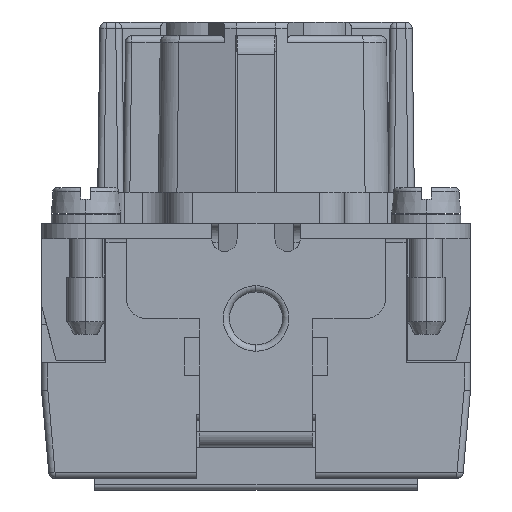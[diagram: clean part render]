
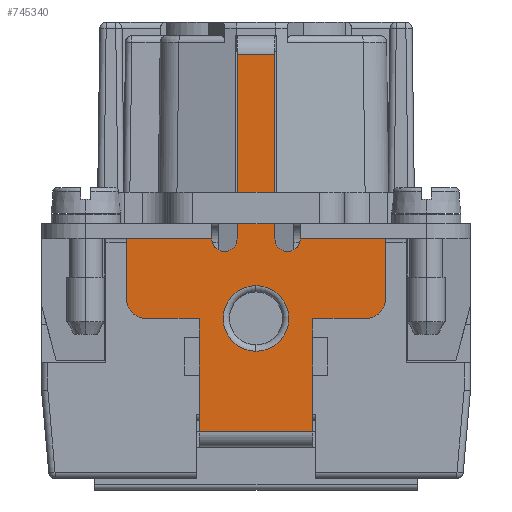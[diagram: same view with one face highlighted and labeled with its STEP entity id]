
A CAD part, left-side view. The second image highlights one B-rep face of the part: STEP entity #745340.
In plain terms, the highlighted planar face has unit normal (-1, 0, 0).
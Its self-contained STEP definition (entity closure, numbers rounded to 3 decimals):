
#732680=CARTESIAN_POINT('',(7.746,38.334,
-3.9));
#732690=VERTEX_POINT('',#732680);
#732720=CARTESIAN_POINT('',(7.746,38.334,
-20.6));
#732730=DIRECTION('',(0.,0.,-1.));
#732740=VECTOR('',#732730,1.);
#732750=LINE('',#732720,#732740);
#732760=CARTESIAN_POINT('',(7.746,38.334,
0.9));
#732770=VERTEX_POINT('',#732760);
#732780=EDGE_CURVE('',#732770,#732690,#732750,.T.);
#737230=CARTESIAN_POINT('',(7.746,45.084,
-3.9));
#737240=VERTEX_POINT('',#737230);
#737270=CARTESIAN_POINT('',(7.746,92.583,
-3.9));
#737280=DIRECTION('',(0.,1.,0.));
#737290=VECTOR('',#737280,1.);
#737300=LINE('',#737270,#737290);
#737310=EDGE_CURVE('',#732690,#737240,#737300,.T.);
#739960=CARTESIAN_POINT('',(7.746,47.084,
-3.9));
#739970=VERTEX_POINT('',#739960);
#740020=CARTESIAN_POINT('',(7.746,46.084,
-3.9));
#740030=DIRECTION('',(-1.,0.,0.));
#740040=DIRECTION('',(0.,-1.,0.));
#740050=AXIS2_PLACEMENT_3D('',#740020,#740030,#740040);
#740060=CIRCLE('',#740050,1.);
#740070=EDGE_CURVE('',#737240,#739970,#740060,.T.);
#742210=CARTESIAN_POINT('',(7.746,52.084,
-3.9));
#742220=VERTEX_POINT('',#742210);
#742250=CARTESIAN_POINT('',(7.746,51.084,
-3.9));
#742260=DIRECTION('',(-1.,0.,0.));
#742270=DIRECTION('',(0.,-1.,0.));
#742280=AXIS2_PLACEMENT_3D('',#742250,#742260,#742270);
#742290=CIRCLE('',#742280,1.);
#742300=CARTESIAN_POINT('',(7.746,50.084,
-3.9));
#742310=VERTEX_POINT('',#742300);
#742320=EDGE_CURVE('',#742310,#742220,#742290,.T.);
#742580=CARTESIAN_POINT('',(7.746,50.084,
-20.6));
#742590=DIRECTION('',(0.,0.,1.));
#742600=VECTOR('',#742590,1.);
#742610=LINE('',#742580,#742600);
#742620=CARTESIAN_POINT('',(7.746,50.084,
-18.5));
#742630=VERTEX_POINT('',#742620);
#742640=EDGE_CURVE('',#742630,#742310,#742610,.T.);
#742920=CARTESIAN_POINT('',(7.746,92.583,
-18.5));
#742930=DIRECTION('',(0.,-1.,0.));
#742940=VECTOR('',#742930,1.);
#742950=LINE('',#742920,#742940);
#742960=CARTESIAN_POINT('',(7.746,47.084,
-18.5));
#742970=VERTEX_POINT('',#742960);
#742980=EDGE_CURVE('',#742630,#742970,#742950,.T.);
#743480=CARTESIAN_POINT('',(7.746,47.084,
-20.6));
#743490=DIRECTION('',(0.,0.,-1.));
#743500=VECTOR('',#743490,1.);
#743510=LINE('',#743480,#743500);
#743520=EDGE_CURVE('',#739970,#742970,#743510,.T.);
#744210=CARTESIAN_POINT('',(7.746,49.577,
7.687));
#744220=DIRECTION('',(-1.,0.,0.));
#744230=DIRECTION('',(0.,-1.,0.));
#744240=AXIS2_PLACEMENT_3D('',#744210,#744220,#744230);
#744250=PLANE('',#744240);
#744260=CARTESIAN_POINT('',(7.746,48.584,
2.4));
#744270=DIRECTION('',(-1.,0.,0.));
#744280=DIRECTION('',(0.,-1.,0.));
#744290=AXIS2_PLACEMENT_3D('',#744260,#744270,#744280);
#744300=CIRCLE('',#744290,2.6);
#744310=CARTESIAN_POINT('',(7.746,48.584,
5.));
#744320=VERTEX_POINT('',#744310);
#744330=CARTESIAN_POINT('',(7.746,48.584,
-0.2));
#744340=VERTEX_POINT('',#744330);
#744350=EDGE_CURVE('',#744320,#744340,#744300,.T.);
#744360=ORIENTED_EDGE('',*,*,#744350,.F.);
#744370=EDGE_CURVE('',#744340,#744320,#744300,.T.);
#744380=ORIENTED_EDGE('',*,*,#744370,.F.);
#744390=EDGE_LOOP('',(#744380,#744360));
#744400=FACE_BOUND('',#744390,.T.);
#744410=CARTESIAN_POINT('',(7.746,53.084,
-20.6));
#744420=DIRECTION('',(0.,0.,-1.));
#744430=VECTOR('',#744420,1.);
#744440=LINE('',#744410,#744430);
#744450=CARTESIAN_POINT('',(7.746,53.084,
3.9));
#744460=VERTEX_POINT('',#744450);
#744470=CARTESIAN_POINT('',(7.746,53.084,
2.4));
#744480=VERTEX_POINT('',#744470);
#744490=EDGE_CURVE('',#744460,#744480,#744440,.T.);
#744500=ORIENTED_EDGE('',*,*,#744490,.T.);
#744510=CARTESIAN_POINT('',(7.746,53.084,
6.9));
#744520=VERTEX_POINT('',#744510);
#744530=EDGE_CURVE('',#744520,#744460,#744440,.T.);
#744540=ORIENTED_EDGE('',*,*,#744530,.T.);
#744550=CARTESIAN_POINT('',(7.746,53.084,
11.4));
#744560=VERTEX_POINT('',#744550);
#744570=EDGE_CURVE('',#744560,#744520,#744440,.T.);
#744580=ORIENTED_EDGE('',*,*,#744570,.T.);
#744590=CARTESIAN_POINT('',(7.746,92.583,
11.4));
#744600=DIRECTION('',(0.,-1.,0.));
#744610=VECTOR('',#744600,1.);
#744620=LINE('',#744590,#744610);
#744630=CARTESIAN_POINT('',(7.746,44.084,
11.4));
#744640=VERTEX_POINT('',#744630);
#744650=EDGE_CURVE('',#744560,#744640,#744620,.T.);
#744660=ORIENTED_EDGE('',*,*,#744650,.F.);
#744670=CARTESIAN_POINT('',(7.746,44.084,
-20.6));
#744680=DIRECTION('',(0.,0.,1.));
#744690=VECTOR('',#744680,1.);
#744700=LINE('',#744670,#744690);
#744710=CARTESIAN_POINT('',(7.746,44.084,
6.9));
#744720=VERTEX_POINT('',#744710);
#744730=EDGE_CURVE('',#744720,#744640,#744700,.T.);
#744740=ORIENTED_EDGE('',*,*,#744730,.T.);
#744750=CARTESIAN_POINT('',(7.746,44.084,
3.9));
#744760=VERTEX_POINT('',#744750);
#744770=EDGE_CURVE('',#744760,#744720,#744700,.T.);
#744780=ORIENTED_EDGE('',*,*,#744770,.T.);
#744790=CARTESIAN_POINT('',(7.746,44.084,
2.4));
#744800=VERTEX_POINT('',#744790);
#744810=EDGE_CURVE('',#744800,#744760,#744700,.T.);
#744820=ORIENTED_EDGE('',*,*,#744810,.T.);
#744830=CARTESIAN_POINT('',(7.746,92.583,
2.4));
#744840=DIRECTION('',(0.,-1.,0.));
#744850=VECTOR('',#744840,1.);
#744860=LINE('',#744830,#744850);
#744870=CARTESIAN_POINT('',(7.746,39.834,
2.4));
#744880=VERTEX_POINT('',#744870);
#744890=EDGE_CURVE('',#744800,#744880,#744860,.T.);
#744900=ORIENTED_EDGE('',*,*,#744890,.F.);
#744910=CARTESIAN_POINT('',(7.746,39.834,
0.9));
#744920=DIRECTION('',(1.,0.,0.));
#744930=DIRECTION('',(0.,1.,0.));
#744940=AXIS2_PLACEMENT_3D('',#744910,#744920,#744930);
#744950=CIRCLE('',#744940,1.5);
#744960=EDGE_CURVE('',#744880,#732770,#744950,.T.);
#744970=ORIENTED_EDGE('',*,*,#744960,.F.);
#744980=ORIENTED_EDGE('',*,*,#732780,.F.);
#744990=ORIENTED_EDGE('',*,*,#737310,.F.);
#745000=ORIENTED_EDGE('',*,*,#740070,.F.);
#745010=ORIENTED_EDGE('',*,*,#743520,.F.);
#745020=ORIENTED_EDGE('',*,*,#742980,.T.);
#745030=ORIENTED_EDGE('',*,*,#742640,.F.);
#745040=ORIENTED_EDGE('',*,*,#742320,.F.);
#745050=CARTESIAN_POINT('',(7.746,58.834,
-3.9));
#745060=VERTEX_POINT('',#745050);
#745070=EDGE_CURVE('',#742220,#745060,#737300,.T.);
#745080=ORIENTED_EDGE('',*,*,#745070,.F.);
#745090=CARTESIAN_POINT('',(7.746,58.834,
-20.6));
#745100=DIRECTION('',(0.,0.,1.));
#745110=VECTOR('',#745100,1.);
#745120=LINE('',#745090,#745110);
#745130=CARTESIAN_POINT('',(7.746,58.834,
0.9));
#745140=VERTEX_POINT('',#745130);
#745150=EDGE_CURVE('',#745060,#745140,#745120,.T.);
#745160=ORIENTED_EDGE('',*,*,#745150,.F.);
#745170=CARTESIAN_POINT('',(7.746,57.334,
0.9));
#745180=DIRECTION('',(1.,0.,0.));
#745190=DIRECTION('',(0.,1.,0.));
#745200=AXIS2_PLACEMENT_3D('',#745170,#745180,#745190);
#745210=CIRCLE('',#745200,1.5);
#745220=CARTESIAN_POINT('',(7.746,57.334,
2.4));
#745230=VERTEX_POINT('',#745220);
#745240=EDGE_CURVE('',#745140,#745230,#745210,.T.);
#745250=ORIENTED_EDGE('',*,*,#745240,.F.);
#745260=CARTESIAN_POINT('',(7.746,92.583,
2.4));
#745270=DIRECTION('',(0.,-1.,0.));
#745280=VECTOR('',#745270,1.);
#745290=LINE('',#745260,#745280);
#745300=EDGE_CURVE('',#745230,#744480,#745290,.T.);
#745310=ORIENTED_EDGE('',*,*,#745300,.F.);
#745320=EDGE_LOOP('',(#745310,#745250,#745160,#745080,#745040,#745030,
#745020,#745010,#745000,#744990,#744980,#744970,#744900,#744820,#744780,
#744740,#744660,#744580,#744540,#744500));
#745330=FACE_OUTER_BOUND('',#745320,.T.);
#745340=ADVANCED_FACE('',(#744400,#745330),#744250,.T.);
